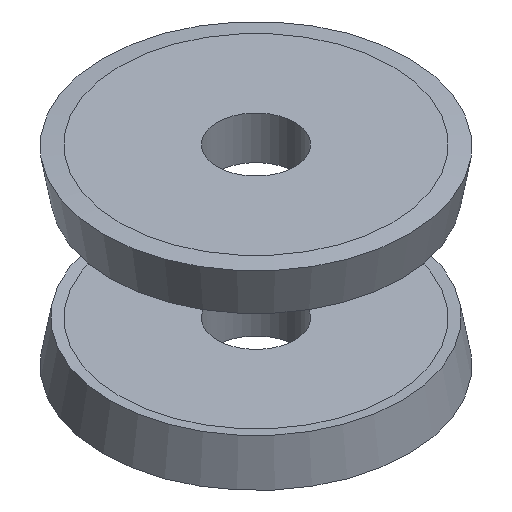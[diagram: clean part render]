
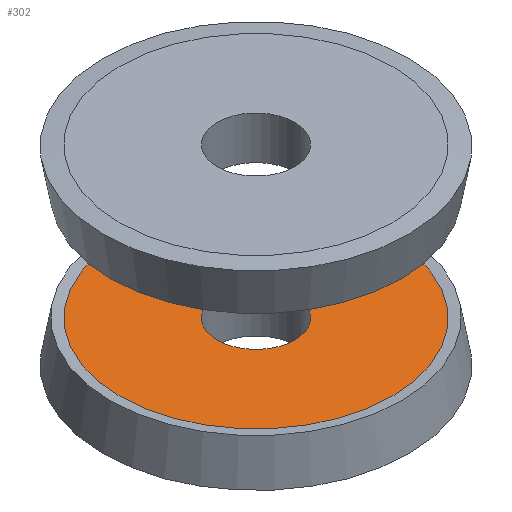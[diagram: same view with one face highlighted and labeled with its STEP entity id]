
A CAD part, isometric view. The second image highlights one B-rep face of the part: STEP entity #302.
In plain terms, the highlighted planar face has unit normal (0, 0, 1).
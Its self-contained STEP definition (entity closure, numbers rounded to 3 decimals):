
#31 = SURFACE_OF_REVOLUTION('',#32,#133);
#32 = B_SPLINE_CURVE_WITH_KNOTS('',2,(#33,#34,#35,#36,#37,#38,#39,#40,
    #41,#42,#43,#44,#45,#46,#47,#48,#49,#50,#51,#52,#53,#54,#55,#56,#57,
    #58,#59,#60,#61,#62,#63,#64,#65,#66,#67,#68,#69,#70,#71,#72,#73,#74,
    #75,#76,#77,#78,#79,#80,#81,#82,#83,#84,#85,#86,#87,#88,#89,#90,#91,
    #92,#93,#94,#95,#96,#97,#98,#99,#100,#101,#102,#103,#104,#105,#106,
    #107,#108,#109,#110,#111,#112,#113,#114,#115,#116,#117,#118,#119,
    #120,#121,#122,#123,#124,#125,#126,#127,#128,#129,#130,#131,#132),
  .UNSPECIFIED.,.F.,.F.,(3,1,1,1,1,1,1,1,1,1,1,1,1,1,1,1,1,1,1,1,1,1,1,1
    ,1,1,1,1,1,1,1,1,1,1,1,1,1,1,1,1,1,1,1,1,1,1,1,1,1,1,1,1,1,1,1,1,1,1
    ,1,1,1,1,1,1,1,1,1,1,1,1,1,1,1,1,1,1,1,1,1,1,1,1,1,1,1,1,1,1,1,1,1,1
    ,1,1,1,1,1,1,3),(0.,0.01,0.02,
    0.031,0.041,0.051,
    0.061,0.071,0.082,
    0.092,0.102,0.112,0.122,
    0.133,0.143,0.153,0.163,
    0.173,0.184,0.194,0.204,
    0.214,0.224,0.235,0.245,
    0.255,0.265,0.276,0.286,
    0.296,0.306,0.316,0.327,
    0.337,0.347,0.357,0.367,
    0.378,0.388,0.398,0.408,
    0.418,0.429,0.439,0.449,
    0.459,0.469,0.48,0.49,0.5,
    0.51,0.52,0.531,0.541,
    0.551,0.561,0.571,0.582,
    0.592,0.602,0.612,0.622,
    0.633,0.643,0.653,0.663,
    0.673,0.684,0.694,0.704,
    0.714,0.724,0.735,0.745,
    0.755,0.765,0.776,0.786,
    0.796,0.806,0.816,0.827,
    0.837,0.847,0.857,0.867,
    0.878,0.888,0.898,0.908,
    0.918,0.929,0.939,0.949,
    0.959,0.969,0.98,0.99,1.),
  .UNSPECIFIED.);
#33 = CARTESIAN_POINT('',(517.983,0.,-188.317));
#34 = CARTESIAN_POINT('',(517.651,0.,-188.376));
#35 = CARTESIAN_POINT('',(517.319,0.,-188.433));
#36 = CARTESIAN_POINT('',(516.986,0.,-188.49));
#37 = CARTESIAN_POINT('',(516.654,0.,-188.547));
#38 = CARTESIAN_POINT('',(516.322,0.,-188.603));
#39 = CARTESIAN_POINT('',(515.989,0.,-188.658));
#40 = CARTESIAN_POINT('',(515.656,0.,-188.713));
#41 = CARTESIAN_POINT('',(515.324,0.,-188.767));
#42 = CARTESIAN_POINT('',(514.991,0.,-188.821));
#43 = CARTESIAN_POINT('',(514.658,0.,-188.874));
#44 = CARTESIAN_POINT('',(514.325,0.,-188.926));
#45 = CARTESIAN_POINT('',(513.992,0.,-188.978));
#46 = CARTESIAN_POINT('',(513.659,0.,-189.029));
#47 = CARTESIAN_POINT('',(513.325,0.,-189.08));
#48 = CARTESIAN_POINT('',(512.992,0.,-189.13));
#49 = CARTESIAN_POINT('',(512.658,0.,-189.179));
#50 = CARTESIAN_POINT('',(512.325,0.,-189.228));
#51 = CARTESIAN_POINT('',(511.991,0.,-189.276));
#52 = CARTESIAN_POINT('',(511.658,0.,-189.324));
#53 = CARTESIAN_POINT('',(511.324,0.,-189.371));
#54 = CARTESIAN_POINT('',(510.99,0.,-189.417));
#55 = CARTESIAN_POINT('',(510.656,0.,-189.463));
#56 = CARTESIAN_POINT('',(510.322,0.,-189.509));
#57 = CARTESIAN_POINT('',(509.988,0.,-189.553));
#58 = CARTESIAN_POINT('',(509.653,0.,-189.598));
#59 = CARTESIAN_POINT('',(509.319,0.,-189.641));
#60 = CARTESIAN_POINT('',(508.985,0.,-189.684));
#61 = CARTESIAN_POINT('',(508.65,0.,-189.727));
#62 = CARTESIAN_POINT('',(508.316,0.,-189.768));
#63 = CARTESIAN_POINT('',(507.981,0.,-189.81));
#64 = CARTESIAN_POINT('',(507.647,0.,-189.85));
#65 = CARTESIAN_POINT('',(507.312,0.,-189.89));
#66 = CARTESIAN_POINT('',(506.977,0.,-189.93));
#67 = CARTESIAN_POINT('',(506.642,0.,-189.968));
#68 = CARTESIAN_POINT('',(506.307,0.,-190.007));
#69 = CARTESIAN_POINT('',(505.972,0.,-190.044));
#70 = CARTESIAN_POINT('',(505.637,0.,-190.081));
#71 = CARTESIAN_POINT('',(505.302,0.,-190.118));
#72 = CARTESIAN_POINT('',(504.967,0.,-190.154));
#73 = CARTESIAN_POINT('',(504.632,0.,-190.189));
#74 = CARTESIAN_POINT('',(504.296,0.,-190.224));
#75 = CARTESIAN_POINT('',(503.961,0.,-190.258));
#76 = CARTESIAN_POINT('',(503.625,0.,-190.291));
#77 = CARTESIAN_POINT('',(503.29,0.,-190.324));
#78 = CARTESIAN_POINT('',(502.954,0.,-190.357));
#79 = CARTESIAN_POINT('',(502.619,0.,-190.388));
#80 = CARTESIAN_POINT('',(502.283,0.,-190.42));
#81 = CARTESIAN_POINT('',(501.947,0.,-190.45));
#82 = CARTESIAN_POINT('',(501.611,0.,-190.48));
#83 = CARTESIAN_POINT('',(501.276,0.,-190.51));
#84 = CARTESIAN_POINT('',(500.94,0.,-190.538));
#85 = CARTESIAN_POINT('',(500.604,0.,-190.567));
#86 = CARTESIAN_POINT('',(500.268,0.,-190.594));
#87 = CARTESIAN_POINT('',(499.932,0.,-190.621));
#88 = CARTESIAN_POINT('',(499.596,0.,-190.648));
#89 = CARTESIAN_POINT('',(499.26,0.,-190.673));
#90 = CARTESIAN_POINT('',(498.923,0.,-190.699));
#91 = CARTESIAN_POINT('',(498.587,0.,-190.723));
#92 = CARTESIAN_POINT('',(498.251,0.,-190.747));
#93 = CARTESIAN_POINT('',(497.915,0.,-190.771));
#94 = CARTESIAN_POINT('',(497.578,0.,-190.794));
#95 = CARTESIAN_POINT('',(497.242,0.,-190.816));
#96 = CARTESIAN_POINT('',(496.906,0.,-190.838));
#97 = CARTESIAN_POINT('',(496.569,0.,-190.859));
#98 = CARTESIAN_POINT('',(496.233,0.,-190.879));
#99 = CARTESIAN_POINT('',(495.896,0.,-190.899));
#100 = CARTESIAN_POINT('',(495.559,0.,-190.918));
#101 = CARTESIAN_POINT('',(495.223,0.,-190.937));
#102 = CARTESIAN_POINT('',(494.886,0.,-190.955));
#103 = CARTESIAN_POINT('',(494.55,0.,-190.973));
#104 = CARTESIAN_POINT('',(494.213,0.,-190.99));
#105 = CARTESIAN_POINT('',(493.876,0.,-191.006));
#106 = CARTESIAN_POINT('',(493.539,0.,-191.022));
#107 = CARTESIAN_POINT('',(493.203,0.,-191.037));
#108 = CARTESIAN_POINT('',(492.866,0.,-191.051));
#109 = CARTESIAN_POINT('',(492.529,0.,-191.065));
#110 = CARTESIAN_POINT('',(492.192,0.,-191.079));
#111 = CARTESIAN_POINT('',(491.855,0.,-191.092));
#112 = CARTESIAN_POINT('',(491.518,0.,-191.104));
#113 = CARTESIAN_POINT('',(491.181,0.,-191.115));
#114 = CARTESIAN_POINT('',(490.845,0.,-191.126));
#115 = CARTESIAN_POINT('',(490.508,0.,-191.137));
#116 = CARTESIAN_POINT('',(490.171,0.,-191.147));
#117 = CARTESIAN_POINT('',(489.834,0.,-191.156));
#118 = CARTESIAN_POINT('',(489.497,0.,-191.164));
#119 = CARTESIAN_POINT('',(489.16,0.,-191.172));
#120 = CARTESIAN_POINT('',(488.823,0.,-191.18));
#121 = CARTESIAN_POINT('',(488.485,0.,-191.187));
#122 = CARTESIAN_POINT('',(488.148,0.,-191.193));
#123 = CARTESIAN_POINT('',(487.811,0.,-191.199));
#124 = CARTESIAN_POINT('',(487.474,0.,-191.204));
#125 = CARTESIAN_POINT('',(487.137,0.,-191.208));
#126 = CARTESIAN_POINT('',(486.8,0.,-191.212));
#127 = CARTESIAN_POINT('',(486.463,0.,-191.215));
#128 = CARTESIAN_POINT('',(486.126,0.,-191.218));
#129 = CARTESIAN_POINT('',(485.789,0.,-191.22));
#130 = CARTESIAN_POINT('',(485.452,0.,-191.221));
#131 = CARTESIAN_POINT('',(485.115,0.,-191.222));
#132 = CARTESIAN_POINT('',(484.777,0.,-191.223));
#133 = AXIS1_PLACEMENT('',#134,#135);
#134 = CARTESIAN_POINT('',(0.,0.,1.));
#135 = DIRECTION('',(0.,0.,1.));
#156 = VERTEX_POINT('',#157);
#157 = CARTESIAN_POINT('',(484.777,0.,-191.223));
#275 = EDGE_CURVE('',#156,#156,#276,.T.);
#276 = SURFACE_CURVE('',#277,(#282,#289),.PCURVE_S1.);
#277 = CIRCLE('',#278,484.777);
#278 = AXIS2_PLACEMENT_3D('',#279,#280,#281);
#279 = CARTESIAN_POINT('',(0.,0.,-191.223));
#280 = DIRECTION('',(0.,0.,1.));
#281 = DIRECTION('',(1.,0.,-0.));
#282 = PCURVE('',#31,#283);
#283 = DEFINITIONAL_REPRESENTATION('',(#284),#288);
#284 = LINE('',#285,#286);
#285 = CARTESIAN_POINT('',(0.,1.));
#286 = VECTOR('',#287,1.);
#287 = DIRECTION('',(1.,0.));
#288 = ( GEOMETRIC_REPRESENTATION_CONTEXT(2) 
PARAMETRIC_REPRESENTATION_CONTEXT() REPRESENTATION_CONTEXT('2D SPACE',''
  ) );
#289 = PCURVE('',#290,#295);
#290 = PLANE('',#291);
#291 = AXIS2_PLACEMENT_3D('',#292,#293,#294);
#292 = CARTESIAN_POINT('',(0.,0.,-191.223));
#293 = DIRECTION('',(0.,0.,1.));
#294 = DIRECTION('',(1.,0.,-0.));
#295 = DEFINITIONAL_REPRESENTATION('',(#296),#300);
#296 = CIRCLE('',#297,484.777);
#297 = AXIS2_PLACEMENT_2D('',#298,#299);
#298 = CARTESIAN_POINT('',(0.,0.));
#299 = DIRECTION('',(1.,0.));
#300 = ( GEOMETRIC_REPRESENTATION_CONTEXT(2) 
PARAMETRIC_REPRESENTATION_CONTEXT() REPRESENTATION_CONTEXT('2D SPACE',''
  ) );
#302 = ADVANCED_FACE('',(#303,#306),#290,.T.);
#303 = FACE_BOUND('',#304,.T.);
#304 = EDGE_LOOP('',(#305));
#305 = ORIENTED_EDGE('',*,*,#275,.T.);
#306 = FACE_BOUND('',#307,.T.);
#307 = EDGE_LOOP('',(#308));
#308 = ORIENTED_EDGE('',*,*,#309,.F.);
#309 = EDGE_CURVE('',#310,#310,#312,.T.);
#310 = VERTEX_POINT('',#311);
#311 = CARTESIAN_POINT('',(137.6,0.,-191.223));
#312 = SURFACE_CURVE('',#313,(#318,#325),.PCURVE_S1.);
#313 = CIRCLE('',#314,137.6);
#314 = AXIS2_PLACEMENT_3D('',#315,#316,#317);
#315 = CARTESIAN_POINT('',(0.,0.,-191.223));
#316 = DIRECTION('',(0.,0.,1.));
#317 = DIRECTION('',(1.,0.,-0.));
#318 = PCURVE('',#290,#319);
#319 = DEFINITIONAL_REPRESENTATION('',(#320),#324);
#320 = CIRCLE('',#321,137.6);
#321 = AXIS2_PLACEMENT_2D('',#322,#323);
#322 = CARTESIAN_POINT('',(0.,0.));
#323 = DIRECTION('',(1.,0.));
#324 = ( GEOMETRIC_REPRESENTATION_CONTEXT(2) 
PARAMETRIC_REPRESENTATION_CONTEXT() REPRESENTATION_CONTEXT('2D SPACE',''
  ) );
#325 = PCURVE('',#326,#331);
#326 = CYLINDRICAL_SURFACE('',#327,137.6);
#327 = AXIS2_PLACEMENT_3D('',#328,#329,#330);
#328 = CARTESIAN_POINT('',(0.,0.,-191.223));
#329 = DIRECTION('',(-0.,-0.,-1.));
#330 = DIRECTION('',(1.,0.,0.));
#331 = DEFINITIONAL_REPRESENTATION('',(#332),#336);
#332 = LINE('',#333,#334);
#333 = CARTESIAN_POINT('',(6.283,0.));
#334 = VECTOR('',#335,1.);
#335 = DIRECTION('',(-1.,0.));
#336 = ( GEOMETRIC_REPRESENTATION_CONTEXT(2) 
PARAMETRIC_REPRESENTATION_CONTEXT() REPRESENTATION_CONTEXT('2D SPACE',''
  ) );
